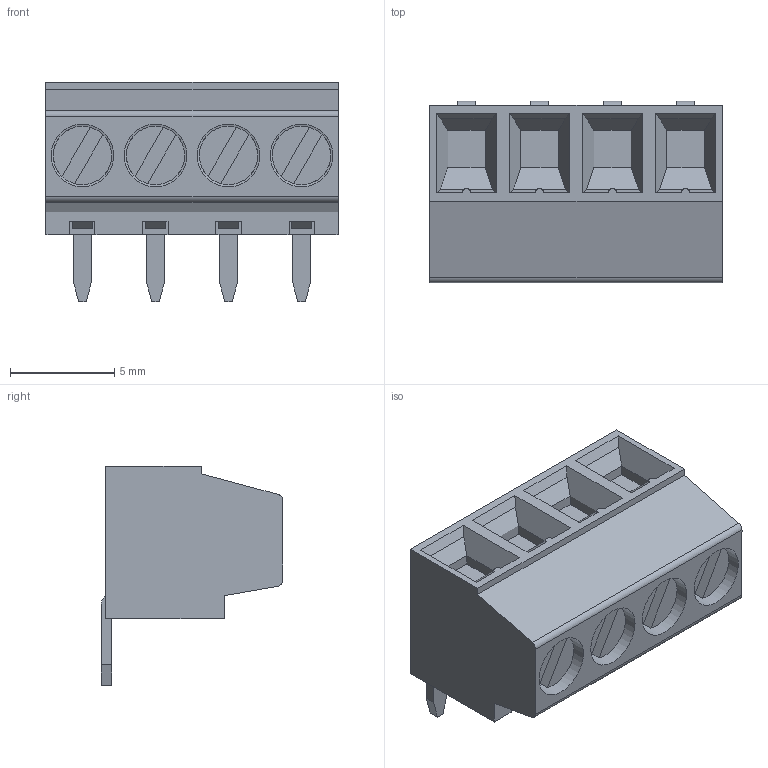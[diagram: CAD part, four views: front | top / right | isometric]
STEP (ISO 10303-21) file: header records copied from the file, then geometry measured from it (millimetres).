
FILE_DESCRIPTION(('STEP AP214'),'1');
FILE_NAME('MV134-3,5-H-L.stp','2021-03-15T15:25:03',(' '),(' '),'Spatial InterOp 3D',' ',' ');
FILE_SCHEMA(('automotive_design'));
Length unit declared in the file: metre
Products named in the file (1): 1
Bounding box: 14 x 8.7 x 10.5 mm (x, y, z)
Volume: 695.8 mm3; surface area: 778.9 mm2
Topology: 1 solids, 1 shells, 216 faces, 573 edges, 378 vertices
Faces by surface type: plane 177, cylinder 30, cone 4, torus 4, extrusion 1
Full cylindrical faces by diameter (mm): 2 x4, 2.1 x4, 2.8 x4, 3 x4
Entity records: 8180 total; most frequent: CARTESIAN_POINT 1192, ORIENTED_EDGE 1074, DIRECTION 1036, EDGE_CURVE 537, VECTOR 444, LINE 443, VERTEX_POINT 366, AXIS2_PLACEMENT_3D 296
